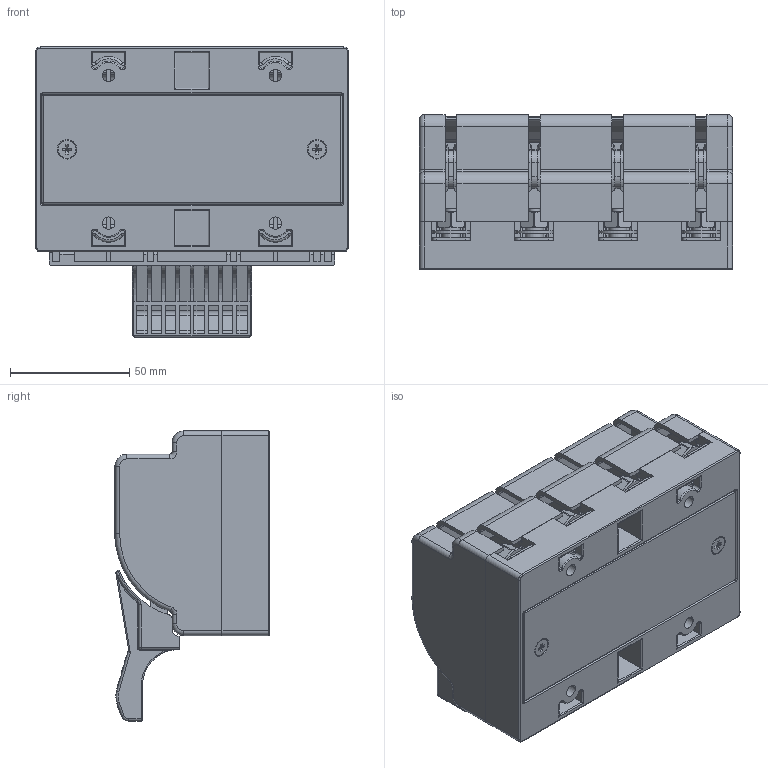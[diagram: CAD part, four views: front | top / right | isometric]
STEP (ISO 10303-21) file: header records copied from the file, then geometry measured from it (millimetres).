
FILE_DESCRIPTION((''),'2;1');
FILE_NAME('HD18-100-4_ASM','2024-04-28T',('Administrator'),(''),'PRO/ENGINEER BY PARAMETRIC TECHNOLOGY CORPORATION, 2009440','PRO/ENGINEER BY PARAMETRIC TECHNOLOGY CORPORATION, 2009440','');
FILE_SCHEMA(('CONFIG_CONTROL_DESIGN'));
Products named in the file (15): 63DIBAN; HOUCHUTOU; QIANCHUTOU; DAOPIAN; ZHAO; SHOUBIN; GAIBAN; FANGLUOMU; M4X35_GB818; M5X12_GB818; M4X10_GB819; LUOMU; LUOSHUAN; KAHUANG; HD18-100-4_ASM
Assembly tree (50 placements, depth 2):
  HD18-100-4_ASM
    63DIBAN
    HOUCHUTOU  x4
    QIANCHUTOU  x4
    DAOPIAN  x4
    ZHAO
    SHOUBIN
    GAIBAN
    FANGLUOMU  x2
    M4X35_GB818  x2
    M5X12_GB818  x8
    M4X10_GB819  x2
    LUOMU  x8
    LUOSHUAN  x8
    KAHUANG  x4
Bounding box: 131.5 x 65.2 x 121.85 mm (x, y, z)
Volume: 247089.2 mm3; surface area: 252864.3 mm2
Topology: 58 solids, 70 shells, 5629 faces, 15065 edges, 9748 vertices
Faces by surface type: plane 2809, cylinder 1562, extrusion 601, torus 243, cone 184, bspline 141, sphere 89
Entity records: 139594 total; most frequent: CARTESIAN_POINT 39326, ORIENTED_EDGE 21752, DIRECTION 18860, EDGE_CURVE 10882, VECTOR 7552, VERTEX_POINT 6994, LINE 6951, AXIS2_PLACEMENT_3D 5654
